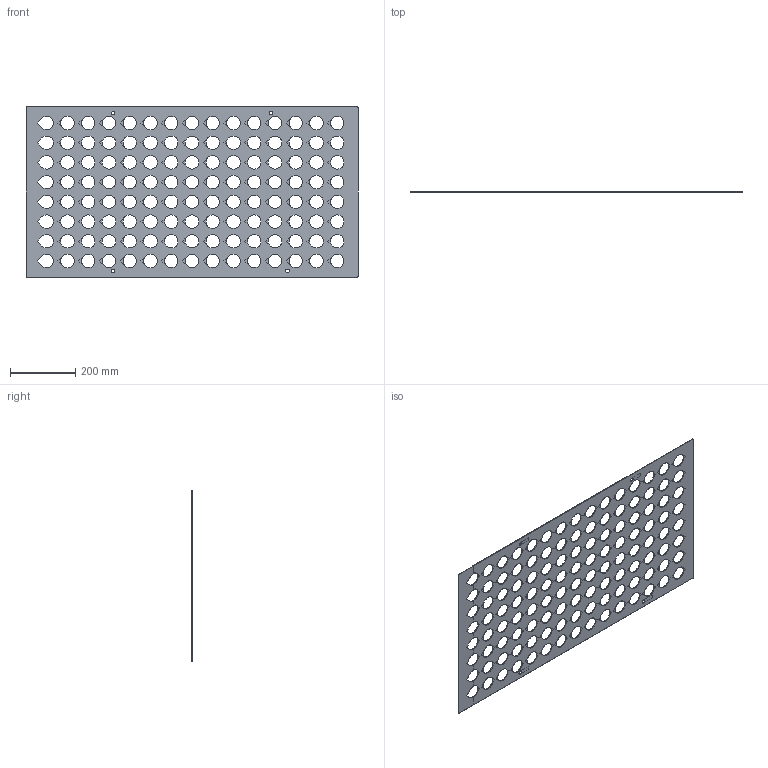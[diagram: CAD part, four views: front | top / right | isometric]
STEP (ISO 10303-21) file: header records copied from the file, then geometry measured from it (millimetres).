
FILE_DESCRIPTION (( 'STEP AP214' ), '1' );
FILE_NAME ('09-0748.STEP', '2024-11-22T16:48:52', ( '' ), ( '' ), 'SwSTEP 2.0', 'SolidWorks 2022', '' );
FILE_SCHEMA (( 'AUTOMOTIVE_DESIGN' ));
Length unit declared in the file: inch
Products named in the file (3): 10000259311; 09-0748; 10000259313
Assembly tree (2 placements, depth 2):
  09-0748
    10000259313
    10000259311
Bounding box: 1016 x 3.04 x 520.7 mm (x, y, z)
Volume: 1040675.2 mm3; surface area: 1429406.7 mm2
Topology: 2 solids, 2 shells, 792 faces, 2364 edges, 1576 vertices
Faces by surface type: plane 508, cylinder 284
Full cylindrical faces by diameter (mm): 9.525 x1, 11 x3
Entity records: 37521 total; most frequent: CARTESIAN_POINT 4733, ORIENTED_EDGE 4720, DIRECTION 4522, EDGE_CURVE 2360, LINE 1792, VECTOR 1792, VERTEX_POINT 1576, AXIS2_PLACEMENT_3D 1365
